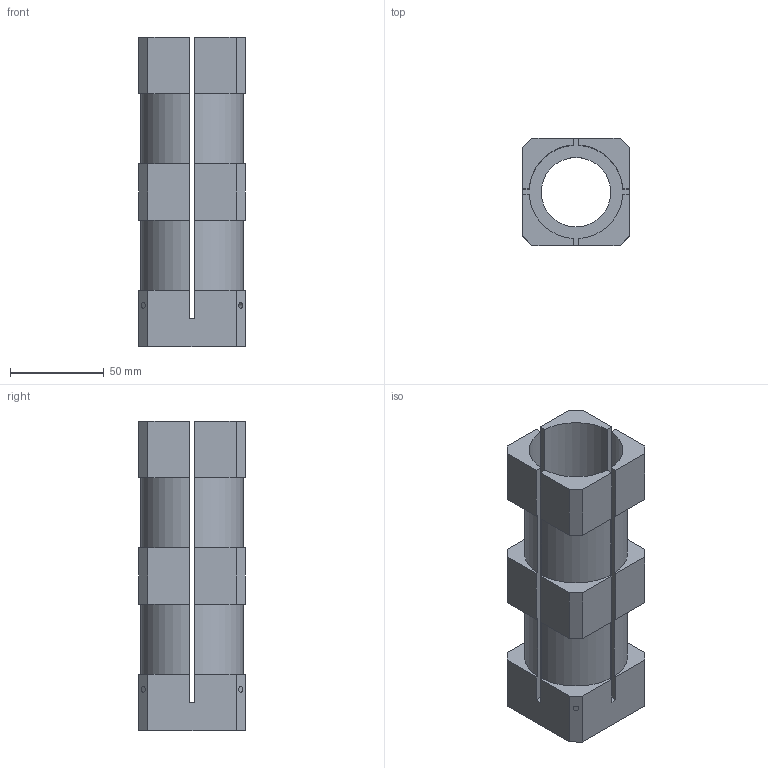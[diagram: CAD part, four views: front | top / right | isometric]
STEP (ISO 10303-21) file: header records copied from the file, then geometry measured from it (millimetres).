
FILE_DESCRIPTION(/* description */ (''),/* implementation_level */ '2;1');
FILE_NAME(/* name */ 'e5398d99-9883-4534-837e-55277a0f40d3.stp',/* time_stamp */ '2023-06-08T17:26:07Z',/* author */ (''),/* organization */ (''),/* preprocessor_version */ 'ST-DEVELOPER v19.2',/* originating_system */ 'Autodesk Translation Framework v12.6.0.85',/* authorisation */ '');
FILE_SCHEMA (('AUTOMOTIVE_DESIGN { 1 0 10303 214 3 1 1 }'));
Length unit declared in the file: millimetre
Products named in the file (1): Support
Bounding box: 57 x 57 x 165 mm (x, y, z)
Volume: 149696.9 mm3; surface area: 65666 mm2
Topology: 1 solids, 1 shells, 81 faces, 231 edges, 154 vertices
Faces by surface type: plane 64, cylinder 17
Full cylindrical faces by diameter (mm): 3 x4, 37 x1
Entity records: 2784 total; most frequent: CARTESIAN_POINT 599, ORIENTED_EDGE 462, DIRECTION 421, EDGE_CURVE 231, LINE 197, VECTOR 197, VERTEX_POINT 154, AXIS2_PLACEMENT_3D 112
